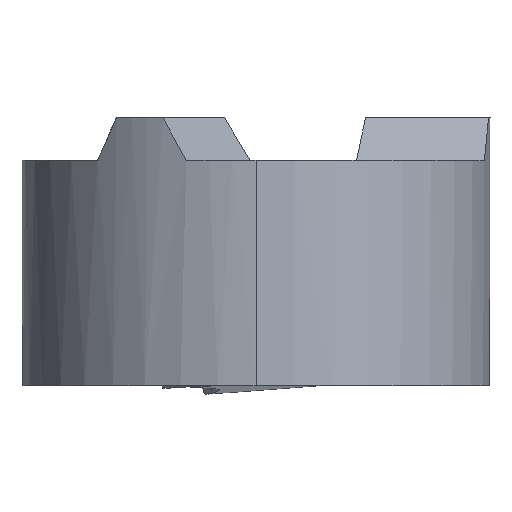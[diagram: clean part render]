
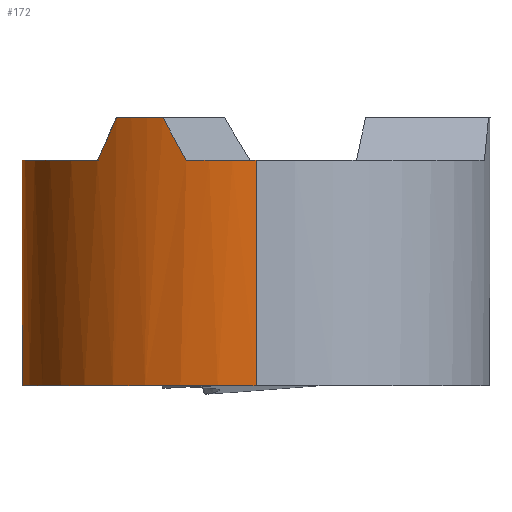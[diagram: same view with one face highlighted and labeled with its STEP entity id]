
A CAD part, left-side view. The second image highlights one B-rep face of the part: STEP entity #172.
In plain terms, the highlighted cylindrical face has radius 5.5 mm (diameter 11 mm), a partial arc.
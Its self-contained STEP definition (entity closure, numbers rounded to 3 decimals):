
#74=(
BOUNDED_CURVE()
B_SPLINE_CURVE(3,(#1654,#1655,#1656,#1657),.UNSPECIFIED.,.F.,.F.)
B_SPLINE_CURVE_WITH_KNOTS((4,4),(0.,1.),.UNSPECIFIED.)
CURVE()
GEOMETRIC_REPRESENTATION_ITEM()
RATIONAL_B_SPLINE_CURVE((1.,1.,1.,1.))
REPRESENTATION_ITEM('')
);
#76=(
BOUNDED_CURVE()
B_SPLINE_CURVE(3,(#1669,#1670,#1671,#1672),.UNSPECIFIED.,.F.,.F.)
B_SPLINE_CURVE_WITH_KNOTS((4,4),(0.,1.),.UNSPECIFIED.)
CURVE()
GEOMETRIC_REPRESENTATION_ITEM()
RATIONAL_B_SPLINE_CURVE((1.,0.999,0.999,1.))
REPRESENTATION_ITEM('')
);
#78=(
BOUNDED_CURVE()
B_SPLINE_CURVE(3,(#1678,#1679,#1680,#1681),.UNSPECIFIED.,.F.,.F.)
B_SPLINE_CURVE_WITH_KNOTS((4,4),(0.,1.),.UNSPECIFIED.)
CURVE()
GEOMETRIC_REPRESENTATION_ITEM()
RATIONAL_B_SPLINE_CURVE((1.,0.999,0.999,1.))
REPRESENTATION_ITEM('')
);
#128=CIRCLE('',#1071,5.5);
#131=CIRCLE('',#1083,5.5);
#134=CIRCLE('',#1088,5.5);
#135=CIRCLE('',#1089,5.5);
#172=ADVANCED_FACE('',(#239),#210,.T.);
#210=CYLINDRICAL_SURFACE('',#1090,5.5);
#239=FACE_OUTER_BOUND('',#294,.T.);
#294=EDGE_LOOP('',(#540,#541,#542,#543,#544,#545,#546,#547,#548));
#340=LINE('',#1590,#387);
#357=LINE('',#1706,#404);
#387=VECTOR('',#1192,1.);
#404=VECTOR('',#1251,1.);
#540=ORIENTED_EDGE('',*,*,#856,.F.);
#541=ORIENTED_EDGE('',*,*,#904,.F.);
#542=ORIENTED_EDGE('',*,*,#886,.F.);
#543=ORIENTED_EDGE('',*,*,#866,.F.);
#544=ORIENTED_EDGE('',*,*,#884,.F.);
#545=ORIENTED_EDGE('',*,*,#893,.F.);
#546=ORIENTED_EDGE('',*,*,#880,.F.);
#547=ORIENTED_EDGE('',*,*,#895,.T.);
#548=ORIENTED_EDGE('',*,*,#905,.T.);
#750=VERTEX_POINT('',#1588);
#752=VERTEX_POINT('',#1591);
#760=VERTEX_POINT('',#1613);
#762=VERTEX_POINT('',#1616);
#769=VERTEX_POINT('',#1653);
#770=VERTEX_POINT('',#1658);
#772=VERTEX_POINT('',#1667);
#774=VERTEX_POINT('',#1682);
#778=VERTEX_POINT('',#1707);
#856=EDGE_CURVE('',#750,#752,#340,.T.);
#866=EDGE_CURVE('',#760,#762,#128,.T.);
#880=EDGE_CURVE('',#769,#770,#74,.T.);
#884=EDGE_CURVE('',#772,#760,#76,.T.);
#886=EDGE_CURVE('',#762,#774,#78,.T.);
#893=EDGE_CURVE('',#770,#772,#131,.T.);
#895=EDGE_CURVE('',#769,#778,#357,.T.);
#904=EDGE_CURVE('',#774,#750,#134,.T.);
#905=EDGE_CURVE('',#778,#752,#135,.T.);
#1071=AXIS2_PLACEMENT_3D('',#1615,#1209,#1210);
#1083=AXIS2_PLACEMENT_3D('',#1703,#1245,#1246);
#1088=AXIS2_PLACEMENT_3D('',#1755,#1258,#1259);
#1089=AXIS2_PLACEMENT_3D('',#1756,#1260,#1261);
#1090=AXIS2_PLACEMENT_3D('',#1757,#1262,#1263);
#1192=DIRECTION('',(0.,0.,-1.));
#1209=DIRECTION('',(0.,0.,1.));
#1210=DIRECTION('',(1.,0.,0.));
#1245=DIRECTION('',(0.,0.,1.));
#1246=DIRECTION('',(1.,0.,0.));
#1251=DIRECTION('',(0.,0.,-1.));
#1258=DIRECTION('',(0.,0.,1.));
#1259=DIRECTION('',(1.,0.,0.));
#1260=DIRECTION('',(0.,0.,1.));
#1261=DIRECTION('',(1.,0.,0.));
#1262=DIRECTION('',(0.,0.,-1.));
#1263=DIRECTION('',(1.,0.,0.));
#1588=CARTESIAN_POINT('',(-5.5,0.,-0.1));
#1590=CARTESIAN_POINT('',(-5.5,0.,0.9));
#1591=CARTESIAN_POINT('',(-5.5,0.,-5.4));
#1613=CARTESIAN_POINT('',(-4.417,3.277,0.9));
#1615=CARTESIAN_POINT('',(0.,0.,0.9));
#1616=CARTESIAN_POINT('',(-5.046,2.187,0.9));
#1653=CARTESIAN_POINT('',(4.299,3.43,0.568));
#1654=CARTESIAN_POINT('',(4.299,3.43,0.568));
#1655=CARTESIAN_POINT('',(4.218,3.532,0.344));
#1656=CARTESIAN_POINT('',(4.133,3.632,0.121));
#1657=CARTESIAN_POINT('',(4.044,3.728,-0.1));
#1658=CARTESIAN_POINT('',(4.044,3.728,-0.1));
#1667=CARTESIAN_POINT('',(-4.044,3.728,-0.1));
#1669=CARTESIAN_POINT('',(-4.044,3.728,-0.1));
#1670=CARTESIAN_POINT('',(-4.176,3.584,0.23));
#1671=CARTESIAN_POINT('',(-4.301,3.434,0.564));
#1672=CARTESIAN_POINT('',(-4.417,3.277,0.9));
#1678=CARTESIAN_POINT('',(-5.046,2.187,0.9));
#1679=CARTESIAN_POINT('',(-5.124,2.008,0.564));
#1680=CARTESIAN_POINT('',(-5.192,1.825,0.23));
#1681=CARTESIAN_POINT('',(-5.25,1.638,-0.1));
#1682=CARTESIAN_POINT('',(-5.25,1.638,-0.1));
#1703=CARTESIAN_POINT('',(0.,0.,-0.1));
#1706=CARTESIAN_POINT('',(4.299,3.43,0.9));
#1707=CARTESIAN_POINT('',(4.299,3.43,-5.4));
#1755=CARTESIAN_POINT('',(0.,0.,-0.1));
#1756=CARTESIAN_POINT('',(0.,0.,-5.4));
#1757=CARTESIAN_POINT('',(0.,0.,0.9));
